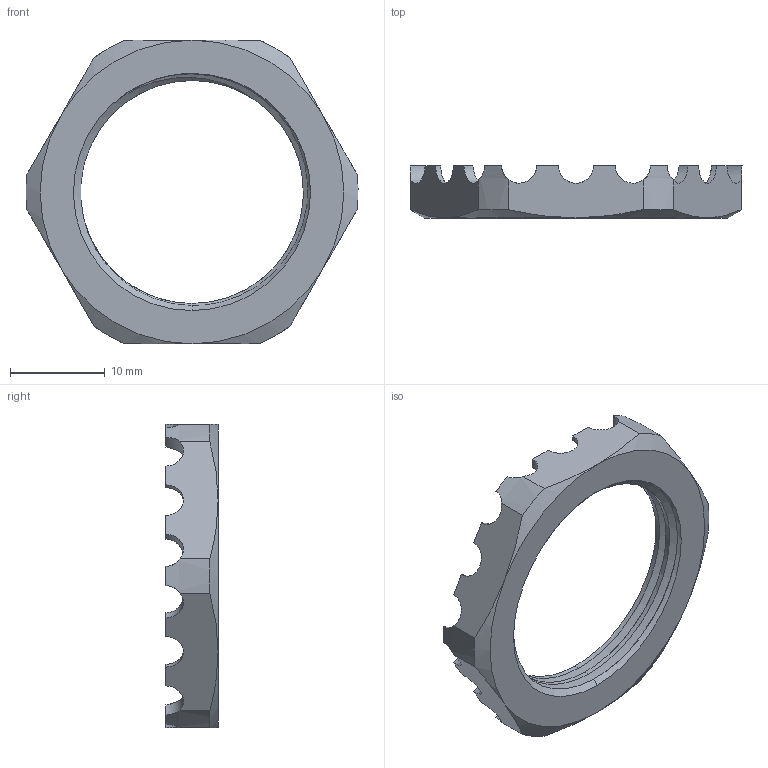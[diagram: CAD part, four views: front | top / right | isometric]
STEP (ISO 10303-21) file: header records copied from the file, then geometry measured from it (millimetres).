
FILE_DESCRIPTION (( 'STEP AP203' ), '1' );
FILE_NAME ('M25-Lock-Nut-Self-locking-7957504.step', '2025-04-08T08:30:36', ( '' ), ( '' ), 'SwSTEP 2.0', 'SolidWorks 2022', '' );
FILE_SCHEMA (( 'CONFIG_CONTROL_DESIGN' ));
Length unit declared in the file: millimetre
Products named in the file (1): M25-Lock-Nut-Self-locking-7957504
Bounding box: 34.99 x 5.5 x 32 mm (x, y, z)
Volume: 1557.2 mm3; surface area: 1828.1 mm2
Topology: 1 solids, 1 shells, 70 faces, 195 edges, 127 vertices
Faces by surface type: cylinder 31, plane 26, cone 10, bspline 3
Entity records: 3811 total; most frequent: CARTESIAN_POINT 2046, ORIENTED_EDGE 390, DIRECTION 319, EDGE_CURVE 195, VERTEX_POINT 127, AXIS2_PLACEMENT_3D 125, EDGE_LOOP 72, FACE_OUTER_BOUND 70
